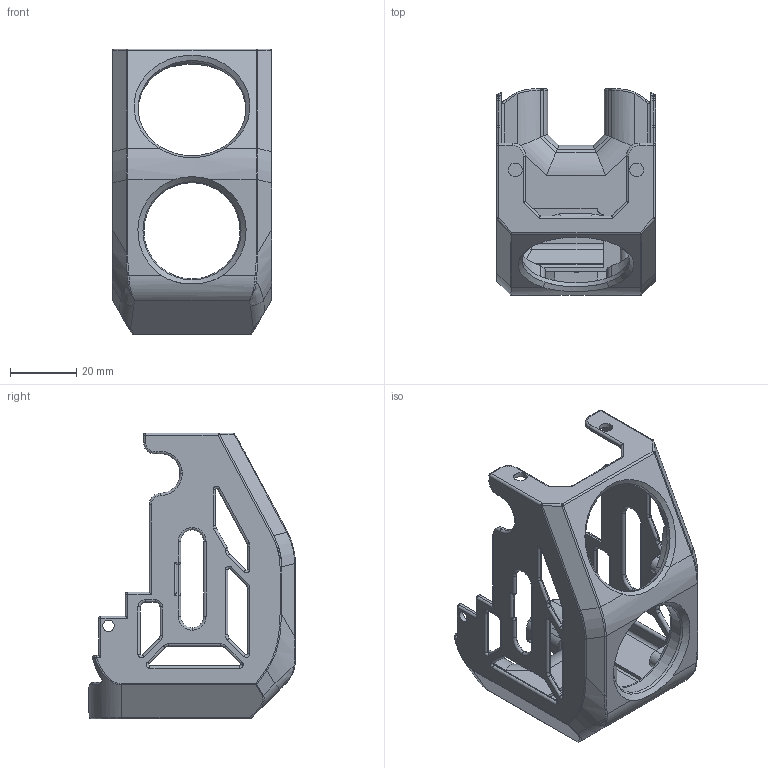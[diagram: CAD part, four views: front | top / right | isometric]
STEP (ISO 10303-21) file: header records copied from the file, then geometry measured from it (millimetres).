
FILE_DESCRIPTION(('HOOPS Exchange Step'),'2;1');
FILE_NAME('temp_export','2024-03-18T21:35:43+19:00',('DentedAF'),('Shapr3D Limited'),'HOOPS Exchange 2023.2','Shapr3D','Authorized');
FILE_SCHEMA( ('AUTOMOTIVE_DESIGN { 1 0 10303 214 1 1 1 1 }') );
Length unit declared in the file: millimetre
Products named in the file (1): root
Bounding box: 48.1 x 62.4 x 86.3 mm (x, y, z)
Surface area: 28567.2 mm2 (no closed solid volume)
Topology: 0 solids, 627 shells, 646 faces, 3271 edges, 3218 vertices
Faces by surface type: cylinder 253, plane 141, torus 113, bspline 109, sphere 20, cone 10
Full cylindrical faces by diameter (mm): 2.8 x2, 2.85 x1, 2.9 x1, 3.4 x2, 4.1 x2, 4.3 x1, 29 x1, 32.6 x1
Entity records: 52281 total; most frequent: CARTESIAN_POINT 24888, DIRECTION 5280, ORIENTED_EDGE 3284, EDGE_CURVE 3251, VERTEX_POINT 3218, AXIS2_PLACEMENT_3D 1991, VECTOR 1298, LINE 1298
